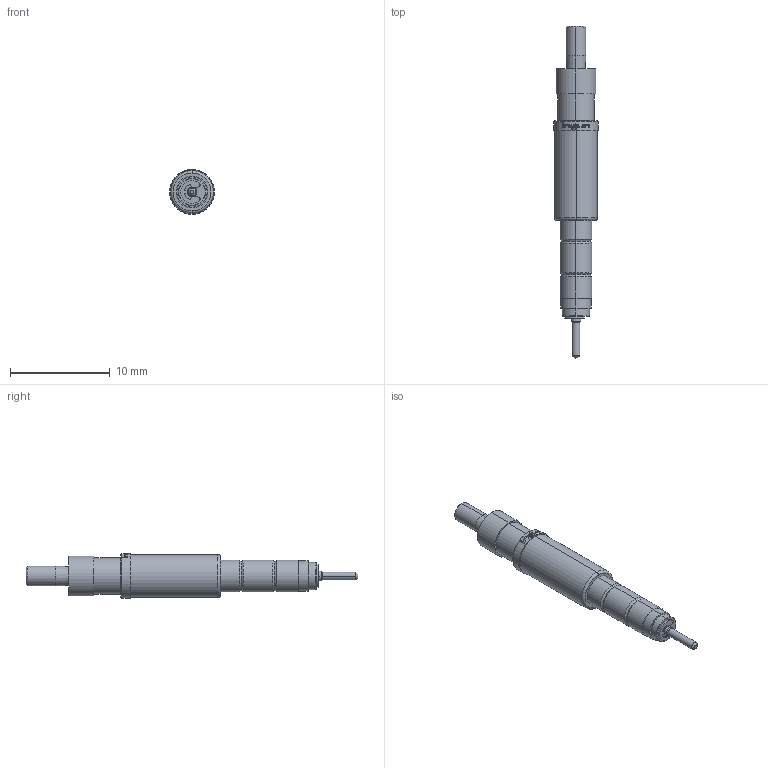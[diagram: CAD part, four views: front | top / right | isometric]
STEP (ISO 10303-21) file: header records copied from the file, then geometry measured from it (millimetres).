
FILE_DESCRIPTION (( 'STEP AP203' ), '1' );
FILE_NAME ('INGUN_DPS-445_003_060_A_xx43.STEP', '2021-08-25T12:47:06', ( 'ochi' ), ( '' ), 'SwSTEP 2.0', 'SolidWorks 2018', '' );
FILE_SCHEMA (( 'CONFIG_CONTROL_DESIGN' ));
Length unit declared in the file: millimetre
Products named in the file (1): INGUN_DPS-445_003_060_A_xx43
Bounding box: 4.5 x 33.3 x 4.5 mm (x, y, z)
Volume: 290.1 mm3; surface area: 391.4 mm2
Topology: 2 solids, 2 shells, 175 faces, 421 edges, 267 vertices
Faces by surface type: plane 63, cylinder 56, bspline 22, cone 20, torus 14
Entity records: 5438 total; most frequent: CARTESIAN_POINT 1368, ORIENTED_EDGE 838, DIRECTION 821, EDGE_CURVE 419, AXIS2_PLACEMENT_3D 336, VERTEX_POINT 267, EDGE_LOOP 194, CIRCLE 182
